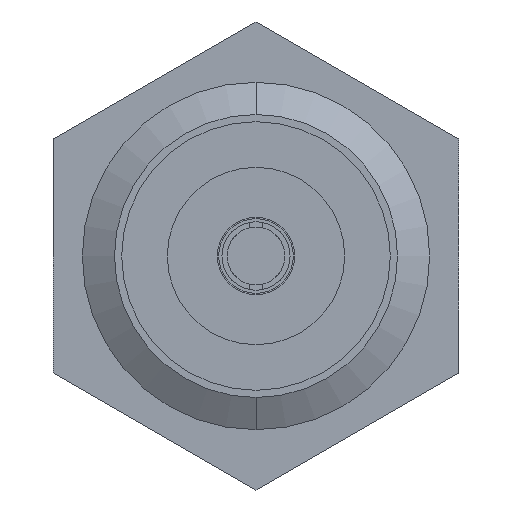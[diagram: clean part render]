
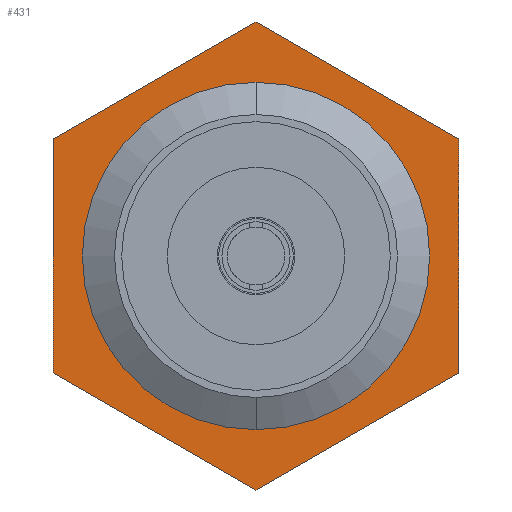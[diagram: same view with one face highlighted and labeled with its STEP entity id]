
A CAD part, front view. The second image highlights one B-rep face of the part: STEP entity #431.
In plain terms, the highlighted planar face has unit normal (0, -1, 0).
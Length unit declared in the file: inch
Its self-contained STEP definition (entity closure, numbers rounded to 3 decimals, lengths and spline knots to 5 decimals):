
#151 = CARTESIAN_POINT ( 'NONE',  ( 0.1575, -0.125, 0.09093 ) ) ;
#156 = CARTESIAN_POINT ( 'NONE',  ( 0., -0.125, 0.18187 ) ) ;
#161 = VECTOR ( 'NONE', #174, 39.37008 ) ;
#171 = LINE ( 'NONE', #173, #161 ) ;
#173 = CARTESIAN_POINT ( 'NONE',  ( 0., -0.125, -0.18187 ) ) ;
#174 = DIRECTION ( 'NONE',  ( -0.866, 0., 0.5 ) ) ;
#229 = EDGE_CURVE ( 'NONE', #268, #230, #1359, .T. ) ;
#230 = VERTEX_POINT ( 'NONE', #1405 ) ;
#268 = VERTEX_POINT ( 'NONE', #3364 ) ;
#350 = ORIENTED_EDGE ( 'NONE', *, *, #229, .F. ) ;
#353 = VERTEX_POINT ( 'NONE', #151 ) ;
#357 = ORIENTED_EDGE ( 'NONE', *, *, #449, .F. ) ;
#361 = VERTEX_POINT ( 'NONE', #156 ) ;
#362 = EDGE_CURVE ( 'NONE', #442, #421, #171, .T. ) ;
#419 = VERTEX_POINT ( 'NONE', #1481 ) ;
#420 = VERTEX_POINT ( 'NONE', #1480 ) ;
#421 = VERTEX_POINT ( 'NONE', #1453 ) ;
#422 = ORIENTED_EDGE ( 'NONE', *, *, #423, .F. ) ;
#423 = EDGE_CURVE ( 'NONE', #361, #353, #1452, .T. ) ;
#424 = ORIENTED_EDGE ( 'NONE', *, *, #426, .F. ) ;
#425 = EDGE_LOOP ( 'NONE', ( #424, #357, #422, #444, #447, #430 ) ) ;
#426 = EDGE_CURVE ( 'NONE', #419, #442, #1584, .T. ) ;
#430 = ORIENTED_EDGE ( 'NONE', *, *, #362, .F. ) ;
#431 = ADVANCED_FACE ( 'NONE', ( #1583, #1571 ), #1579, .T. ) ;
#440 = EDGE_LOOP ( 'NONE', ( #441, #350 ) ) ;
#441 = ORIENTED_EDGE ( 'NONE', *, *, #469, .F. ) ;
#442 = VERTEX_POINT ( 'NONE', #1588 ) ;
#444 = ORIENTED_EDGE ( 'NONE', *, *, #445, .F. ) ;
#445 = EDGE_CURVE ( 'NONE', #420, #361, #1542, .T. ) ;
#447 = ORIENTED_EDGE ( 'NONE', *, *, #448, .F. ) ;
#448 = EDGE_CURVE ( 'NONE', #421, #420, #1560, .T. ) ;
#449 = EDGE_CURVE ( 'NONE', #353, #419, #1591, .T. ) ;
#469 = EDGE_CURVE ( 'NONE', #230, #268, #1550, .T. ) ;
#1346 = DIRECTION ( 'NONE',  ( 0., 0., -1. ) ) ;
#1356 = DIRECTION ( 'NONE',  ( 0., -1., 0. ) ) ;
#1357 = CARTESIAN_POINT ( 'NONE',  ( 0., -0.125, 0. ) ) ;
#1358 = AXIS2_PLACEMENT_3D ( 'NONE', #1357, #1356, #1346 ) ;
#1359 = CIRCLE ( 'NONE', #1358, 0.11 ) ;
#1405 = CARTESIAN_POINT ( 'NONE',  ( 0., -0.125, 0.11 ) ) ;
#1427 = DIRECTION ( 'NONE',  ( 0.866, 0., -0.5 ) ) ;
#1429 = VECTOR ( 'NONE', #1427, 39.37008 ) ;
#1451 = CARTESIAN_POINT ( 'NONE',  ( 0., -0.125, 0.18187 ) ) ;
#1452 = LINE ( 'NONE', #1451, #1429 ) ;
#1453 = CARTESIAN_POINT ( 'NONE',  ( -0.1575, -0.125, -0.09093 ) ) ;
#1480 = CARTESIAN_POINT ( 'NONE',  ( -0.1575, -0.125, 0.09093 ) ) ;
#1481 = CARTESIAN_POINT ( 'NONE',  ( 0.1575, -0.125, -0.09093 ) ) ;
#1516 = CARTESIAN_POINT ( 'NONE',  ( 0., -0.125, 0. ) ) ;
#1529 = DIRECTION ( 'NONE',  ( -0.866, 0., -0.5 ) ) ;
#1537 = CARTESIAN_POINT ( 'NONE',  ( 0.1575, -0.125, -0.09093 ) ) ;
#1539 = DIRECTION ( 'NONE',  ( 0.866, 0., 0.5 ) ) ;
#1540 = VECTOR ( 'NONE', #1539, 39.37008 ) ;
#1541 = CARTESIAN_POINT ( 'NONE',  ( -0.1575, -0.125, 0.09093 ) ) ;
#1542 = LINE ( 'NONE', #1541, #1540 ) ;
#1548 = DIRECTION ( 'NONE',  ( 0., -1., 0. ) ) ;
#1549 = AXIS2_PLACEMENT_3D ( 'NONE', #1516, #1548, #1590 ) ;
#1550 = CIRCLE ( 'NONE', #1549, 0.11 ) ;
#1557 = DIRECTION ( 'NONE',  ( 0., 0., 1. ) ) ;
#1558 = VECTOR ( 'NONE', #1557, 39.37008 ) ;
#1559 = CARTESIAN_POINT ( 'NONE',  ( -0.1575, -0.125, -0.09093 ) ) ;
#1560 = LINE ( 'NONE', #1559, #1558 ) ;
#1566 = DIRECTION ( 'NONE',  ( 0., 0., -1. ) ) ;
#1567 = VECTOR ( 'NONE', #1566, 39.37008 ) ;
#1568 = CARTESIAN_POINT ( 'NONE',  ( 0.1575, -0.125, 0.09093 ) ) ;
#1571 = FACE_BOUND ( 'NONE', #440, .T. ) ;
#1576 = DIRECTION ( 'NONE',  ( 0., -1., 0. ) ) ;
#1577 = CARTESIAN_POINT ( 'NONE',  ( 0.1575, -0.125, -0.09093 ) ) ;
#1578 = AXIS2_PLACEMENT_3D ( 'NONE', #1577, #1576, #1582 ) ;
#1579 = PLANE ( 'NONE',  #1578 ) ;
#1582 = DIRECTION ( 'NONE',  ( 0., 0., -1. ) ) ;
#1583 = FACE_OUTER_BOUND ( 'NONE', #425, .T. ) ;
#1584 = LINE ( 'NONE', #1537, #1592 ) ;
#1588 = CARTESIAN_POINT ( 'NONE',  ( 0., -0.125, -0.18187 ) ) ;
#1590 = DIRECTION ( 'NONE',  ( 0., 0., -1. ) ) ;
#1591 = LINE ( 'NONE', #1568, #1567 ) ;
#1592 = VECTOR ( 'NONE', #1529, 39.37008 ) ;
#3364 = CARTESIAN_POINT ( 'NONE',  ( 0., -0.125, -0.11 ) ) ;
